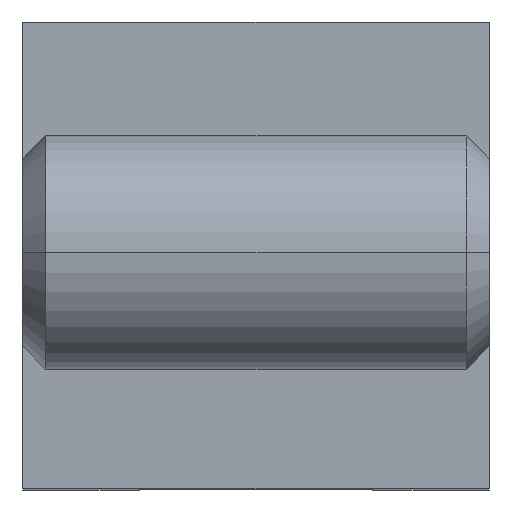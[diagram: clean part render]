
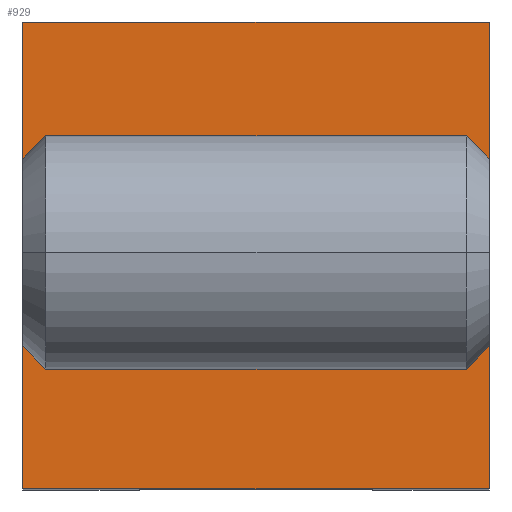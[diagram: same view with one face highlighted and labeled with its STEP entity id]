
A CAD part, top view. The second image highlights one B-rep face of the part: STEP entity #929.
In plain terms, the highlighted planar face has unit normal (0, 0, 1).
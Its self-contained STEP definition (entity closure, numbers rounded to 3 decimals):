
#12 = CARTESIAN_POINT ( 'NONE',  ( -6.4, -6.4, -38.404 ) ) ;
#17 = LINE ( 'NONE', #600, #696 ) ;
#25 = EDGE_CURVE ( 'NONE', #118, #844, #806, .T. ) ;
#91 = DIRECTION ( 'NONE',  ( 0., 0., -1. ) ) ;
#92 = VERTEX_POINT ( 'NONE', #12 ) ;
#98 = LINE ( 'NONE', #719, #709 ) ;
#101 = PLANE ( 'NONE',  #617 ) ;
#118 = VERTEX_POINT ( 'NONE', #319 ) ;
#130 = CARTESIAN_POINT ( 'NONE',  ( 6.4, -6.4, -38.404 ) ) ;
#139 = DIRECTION ( 'NONE',  ( 0., -1., 0. ) ) ;
#146 = CARTESIAN_POINT ( 'NONE',  ( -16., -16., -38.404 ) ) ;
#180 = CARTESIAN_POINT ( 'NONE',  ( 16., -16., -38.404 ) ) ;
#197 = EDGE_CURVE ( 'NONE', #92, #813, #17, .T. ) ;
#213 = VERTEX_POINT ( 'NONE', #331 ) ;
#228 = ORIENTED_EDGE ( 'NONE', *, *, #751, .T. ) ;
#250 = EDGE_LOOP ( 'NONE', ( #870, #357, #289, #577 ) ) ;
#257 = LINE ( 'NONE', #130, #443 ) ;
#289 = ORIENTED_EDGE ( 'NONE', *, *, #920, .T. ) ;
#319 = CARTESIAN_POINT ( 'NONE',  ( -16., 16., -38.404 ) ) ;
#326 = CARTESIAN_POINT ( 'NONE',  ( 16., 16., -38.404 ) ) ;
#331 = CARTESIAN_POINT ( 'NONE',  ( 6.4, 6.4, -38.404 ) ) ;
#332 = VECTOR ( 'NONE', #752, 1000. ) ;
#346 = EDGE_LOOP ( 'NONE', ( #824, #834, #459, #228 ) ) ;
#357 = ORIENTED_EDGE ( 'NONE', *, *, #360, .T. ) ;
#360 = EDGE_CURVE ( 'NONE', #213, #831, #257, .T. ) ;
#374 = VERTEX_POINT ( 'NONE', #914 ) ;
#375 = DIRECTION ( 'NONE',  ( -1., 0., 0. ) ) ;
#404 = VECTOR ( 'NONE', #375, 1000. ) ;
#423 = CARTESIAN_POINT ( 'NONE',  ( 16., 16., -38.404 ) ) ;
#443 = VECTOR ( 'NONE', #698, 1000. ) ;
#459 = ORIENTED_EDGE ( 'NONE', *, *, #623, .F. ) ;
#498 = CARTESIAN_POINT ( 'NONE',  ( -6.4, 6.4, -38.404 ) ) ;
#502 = DIRECTION ( 'NONE',  ( 1., 0., 0. ) ) ;
#577 = ORIENTED_EDGE ( 'NONE', *, *, #197, .T. ) ;
#579 = DIRECTION ( 'NONE',  ( -1., 0., 0. ) ) ;
#599 = VECTOR ( 'NONE', #502, 1000. ) ;
#600 = CARTESIAN_POINT ( 'NONE',  ( -6.4, -6.4, -38.404 ) ) ;
#601 = LINE ( 'NONE', #180, #693 ) ;
#617 = AXIS2_PLACEMENT_3D ( 'NONE', #814, #91, #579 ) ;
#623 = EDGE_CURVE ( 'NONE', #638, #374, #601, .T. ) ;
#638 = VERTEX_POINT ( 'NONE', #423 ) ;
#642 = LINE ( 'NONE', #645, #599 ) ;
#645 = CARTESIAN_POINT ( 'NONE',  ( -6.4, 6.4, -38.404 ) ) ;
#681 = FACE_BOUND ( 'NONE', #250, .T. ) ;
#693 = VECTOR ( 'NONE', #139, 1000. ) ;
#696 = VECTOR ( 'NONE', #825, 1000. ) ;
#698 = DIRECTION ( 'NONE',  ( 0., -1., 0. ) ) ;
#709 = VECTOR ( 'NONE', #714, 1000. ) ;
#714 = DIRECTION ( 'NONE',  ( -1., 0., 0. ) ) ;
#719 = CARTESIAN_POINT ( 'NONE',  ( 16., -16., -38.404 ) ) ;
#720 = FACE_OUTER_BOUND ( 'NONE', #346, .T. ) ;
#751 = EDGE_CURVE ( 'NONE', #638, #118, #896, .T. ) ;
#752 = DIRECTION ( 'NONE',  ( -1., 0., 0. ) ) ;
#789 = DIRECTION ( 'NONE',  ( 0., -1., 0. ) ) ;
#796 = CARTESIAN_POINT ( 'NONE',  ( -6.4, -6.4, -38.404 ) ) ;
#806 = LINE ( 'NONE', #853, #924 ) ;
#813 = VERTEX_POINT ( 'NONE', #498 ) ;
#814 = CARTESIAN_POINT ( 'NONE',  ( 16., -16., -38.404 ) ) ;
#824 = ORIENTED_EDGE ( 'NONE', *, *, #25, .T. ) ;
#825 = DIRECTION ( 'NONE',  ( 0., 1., 0. ) ) ;
#831 = VERTEX_POINT ( 'NONE', #869 ) ;
#834 = ORIENTED_EDGE ( 'NONE', *, *, #847, .F. ) ;
#838 = LINE ( 'NONE', #796, #404 ) ;
#844 = VERTEX_POINT ( 'NONE', #146 ) ;
#847 = EDGE_CURVE ( 'NONE', #374, #844, #98, .T. ) ;
#853 = CARTESIAN_POINT ( 'NONE',  ( -16., -16., -38.404 ) ) ;
#869 = CARTESIAN_POINT ( 'NONE',  ( 6.4, -6.4, -38.404 ) ) ;
#870 = ORIENTED_EDGE ( 'NONE', *, *, #881, .T. ) ;
#881 = EDGE_CURVE ( 'NONE', #813, #213, #642, .T. ) ;
#896 = LINE ( 'NONE', #326, #332 ) ;
#914 = CARTESIAN_POINT ( 'NONE',  ( 16., -16., -38.404 ) ) ;
#920 = EDGE_CURVE ( 'NONE', #831, #92, #838, .T. ) ;
#924 = VECTOR ( 'NONE', #789, 1000. ) ;
#929 = ADVANCED_FACE ( 'NONE', ( #720, #681 ), #101, .F. ) ;
